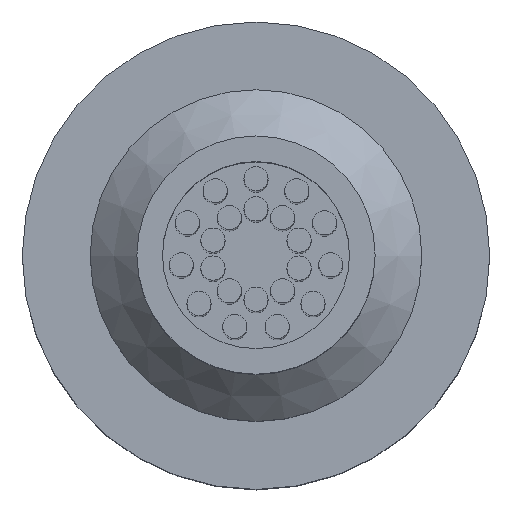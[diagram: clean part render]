
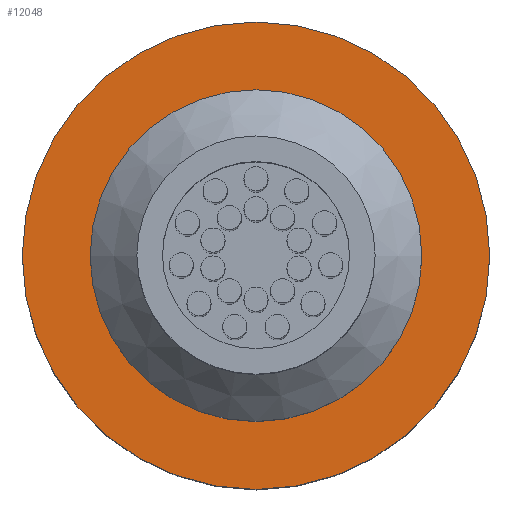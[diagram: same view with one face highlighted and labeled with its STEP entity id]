
A CAD part, top view. The second image highlights one B-rep face of the part: STEP entity #12048.
In plain terms, the highlighted planar face has unit normal (0, 0, 1).
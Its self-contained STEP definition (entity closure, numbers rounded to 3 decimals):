
#275=CIRCLE($,#12642,11.);
#276=CIRCLE($,#12644,15.5);
#3377=FACE_BOUND($,#4273,.T.);
#3378=FACE_BOUND($,#4274,.T.);
#4273=EDGE_LOOP($,(#10871));
#4274=EDGE_LOOP($,(#10872));
#5941=VERTEX_POINT($,#22441);
#5942=VERTEX_POINT($,#22444);
#7587=EDGE_CURVE($,#5941,#5941,#275,.T.);
#7588=EDGE_CURVE($,#5942,#5942,#276,.T.);
#10871=ORIENTED_EDGE($,*,*,#7587,.T.);
#10872=ORIENTED_EDGE($,*,*,#7588,.F.);
#11208=PLANE($,#12645);
#12048=ADVANCED_FACE($,(#3377,#3378),#11208,.F.);
#12642=AXIS2_PLACEMENT_3D($,#22442,#14800,#14801);
#12644=AXIS2_PLACEMENT_3D($,#22445,#14804,#14805);
#12645=AXIS2_PLACEMENT_3D($,#22446,#14806,#14807);
#14800=DIRECTION('center_axis',(0.,0.,-1.));
#14801=DIRECTION('ref_axis',(-1.,0.,0.));
#14804=DIRECTION('center_axis',(0.,0.,-1.));
#14805=DIRECTION('ref_axis',(-1.,0.,0.));
#14806=DIRECTION('center_axis',(0.,0.,-1.));
#14807=DIRECTION('ref_axis',(-1.,0.,0.));
#22441=CARTESIAN_POINT('',(11.,0.,19.));
#22442=CARTESIAN_POINT('Origin',(0.,0.,19.));
#22444=CARTESIAN_POINT('',(15.5,0.,19.));
#22445=CARTESIAN_POINT('Origin',(0.,0.,19.));
#22446=CARTESIAN_POINT('Origin',(0.,0.,19.));
